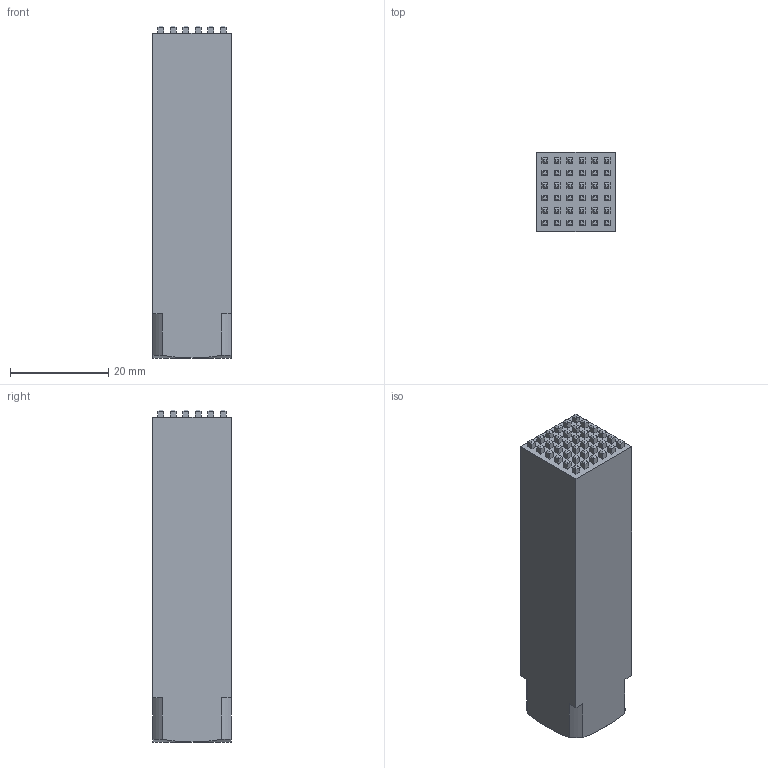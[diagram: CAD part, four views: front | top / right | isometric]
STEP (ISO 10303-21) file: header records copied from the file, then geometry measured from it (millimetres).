
FILE_DESCRIPTION (( 'STEP AP203' ), '1' );
FILE_NAME ('93718-A.STEP', '2013-12-17T18:29:56', ( 'Hajo' ), ( 'Microsoft' ), 'SwSTEP 2.0', 'SolidWorks 2011', '' );
FILE_SCHEMA (( 'CONFIG_CONTROL_DESIGN' ));
Length unit declared in the file: millimetre
Products named in the file (1): 93718-A
Bounding box: 16 x 16 x 67.5 mm (x, y, z)
Volume: 16202.4 mm3; surface area: 5275.6 mm2
Topology: 1 solids, 1 shells, 348 faces, 778 edges, 467 vertices
Faces by surface type: plane 334, cone 8, cylinder 6
Entity records: 9351 total; most frequent: CARTESIAN_POINT 1632, ORIENTED_EDGE 1552, DIRECTION 1484, EDGE_CURVE 776, VECTOR 750, LINE 750, VERTEX_POINT 467, EDGE_LOOP 385
